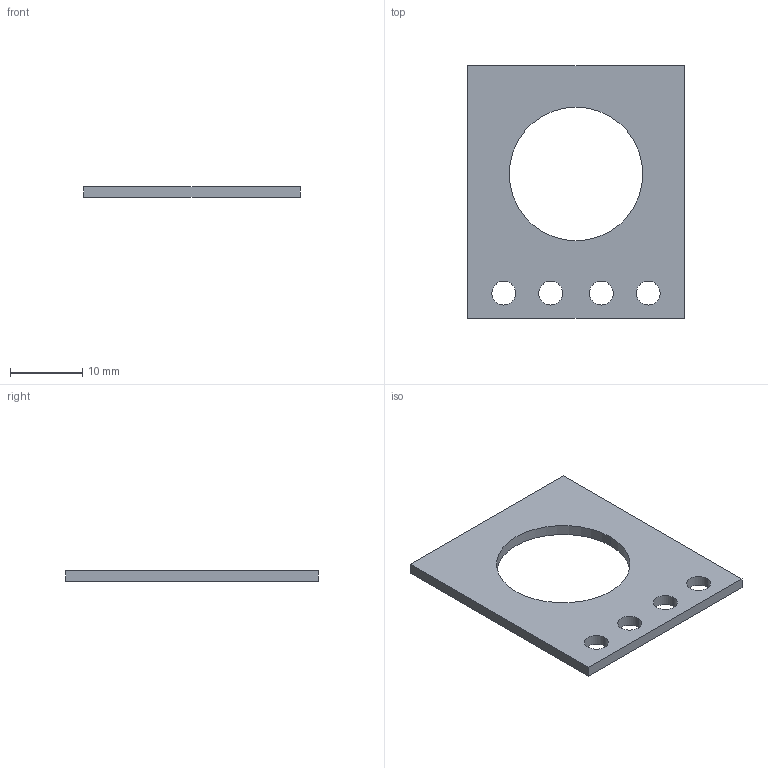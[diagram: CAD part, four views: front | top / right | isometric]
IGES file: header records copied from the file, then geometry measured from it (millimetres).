
Global section: file name: No Iges File Name specified; native system: Autodesk Inventor 2011; preprocessor: AutoDesk Inventor Iges Exporter R2011; author: lck; date: 20111012.073038; units: millimetre
Bounding box: 30 x 35 x 1.5 mm (x, y, z)
Volume: 1120.5 mm3; surface area: 1838.4 mm2
Topology: 1 solids, 1 shells, 16 faces, 42 edges, 28 vertices
Faces by surface type: revolution 10, plane 6
